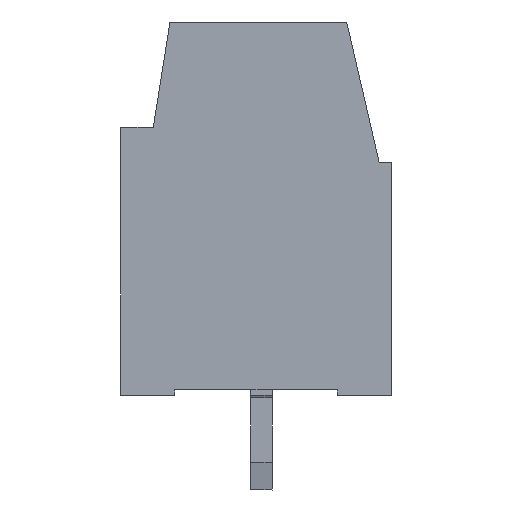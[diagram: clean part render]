
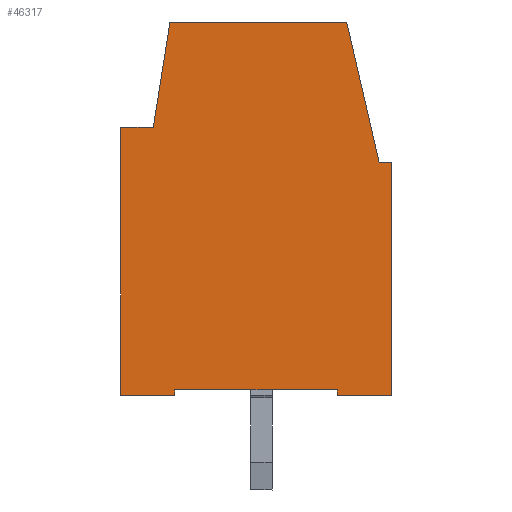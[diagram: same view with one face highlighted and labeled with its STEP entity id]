
A CAD part, left-side view. The second image highlights one B-rep face of the part: STEP entity #46317.
In plain terms, the highlighted planar face has unit normal (-1, 0, 0).
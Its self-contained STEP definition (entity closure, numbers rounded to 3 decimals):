
#46225=AXIS2_PLACEMENT_3D('Plane Axis2P3D',#46222,#46223,#46224) ;
#45833=CARTESIAN_POINT('Vertex',(0.,0.,12.101)) ;
#45836=CARTESIAN_POINT('Line Origine',(0.,0.,7.8)) ;
#45840=CARTESIAN_POINT('Vertex',(0.,0.,3.5)) ;
#46206=CARTESIAN_POINT('Vertex',(0.,0.445,12.1)) ;
#46209=CARTESIAN_POINT('Line Origine',(0.,0.223,12.1)) ;
#46222=CARTESIAN_POINT('Axis2P3D Location',(0.,3.449,14.)) ;
#46227=CARTESIAN_POINT('Line Origine',(0.,1.027,14.623)) ;
#46231=CARTESIAN_POINT('Vertex',(0.,1.609,17.145)) ;
#46234=CARTESIAN_POINT('Line Origine',(0.,1.627,17.223)) ;
#46238=CARTESIAN_POINT('Vertex',(0.,1.645,17.3)) ;
#46241=CARTESIAN_POINT('Line Origine',(0.,4.913,17.3)) ;
#46245=CARTESIAN_POINT('Vertex',(0.,8.181,17.301)) ;
#46248=CARTESIAN_POINT('Line Origine',(0.,8.49,15.351)) ;
#46252=CARTESIAN_POINT('Vertex',(0.,8.799,13.401)) ;
#46255=CARTESIAN_POINT('Line Origine',(0.,9.399,13.401)) ;
#46259=CARTESIAN_POINT('Vertex',(0.,9.999,13.401)) ;
#46262=CARTESIAN_POINT('Line Origine',(0.,10.,8.451)) ;
#46266=CARTESIAN_POINT('Vertex',(0.,10.,3.501)) ;
#46269=CARTESIAN_POINT('Line Origine',(0.,9.,3.501)) ;
#46273=CARTESIAN_POINT('Vertex',(0.,8.,3.501)) ;
#46276=CARTESIAN_POINT('Line Origine',(0.,8.,3.601)) ;
#46280=CARTESIAN_POINT('Vertex',(0.,8.,3.701)) ;
#46283=CARTESIAN_POINT('Line Origine',(0.,5.,3.7)) ;
#46287=CARTESIAN_POINT('Vertex',(0.,2.,3.7)) ;
#46290=CARTESIAN_POINT('Line Origine',(0.,2.,3.6)) ;
#46294=CARTESIAN_POINT('Vertex',(0.,2.,3.5)) ;
#46297=CARTESIAN_POINT('Line Origine',(0.,1.,3.5)) ;
#45837=DIRECTION('Vector Direction',(0.,0.,1.)) ;
#46210=DIRECTION('Vector Direction',(0.,-1.,0.001)) ;
#46223=DIRECTION('Axis2P3D Direction',(1.,0.,0.)) ;
#46224=DIRECTION('Axis2P3D XDirection',(0.,1.,0.)) ;
#46228=DIRECTION('Vector Direction',(0.,0.225,0.974)) ;
#46235=DIRECTION('Vector Direction',(0.,0.225,0.974)) ;
#46242=DIRECTION('Vector Direction',(0.,-1.,0.)) ;
#46249=DIRECTION('Vector Direction',(0.,0.157,-0.988)) ;
#46256=DIRECTION('Vector Direction',(0.,-1.,0.)) ;
#46263=DIRECTION('Vector Direction',(0.,0.,-1.)) ;
#46270=DIRECTION('Vector Direction',(0.,-1.,0.)) ;
#46277=DIRECTION('Vector Direction',(0.,0.,1.)) ;
#46284=DIRECTION('Vector Direction',(0.,-1.,0.)) ;
#46291=DIRECTION('Vector Direction',(0.,0.,-1.)) ;
#46298=DIRECTION('Vector Direction',(0.,-1.,0.)) ;
#45838=VECTOR('Line Direction',#45837,1.) ;
#46211=VECTOR('Line Direction',#46210,1.) ;
#46229=VECTOR('Line Direction',#46228,1.) ;
#46236=VECTOR('Line Direction',#46235,1.) ;
#46243=VECTOR('Line Direction',#46242,1.) ;
#46250=VECTOR('Line Direction',#46249,1.) ;
#46257=VECTOR('Line Direction',#46256,1.) ;
#46264=VECTOR('Line Direction',#46263,1.) ;
#46271=VECTOR('Line Direction',#46270,1.) ;
#46278=VECTOR('Line Direction',#46277,1.) ;
#46285=VECTOR('Line Direction',#46284,1.) ;
#46292=VECTOR('Line Direction',#46291,1.) ;
#46299=VECTOR('Line Direction',#46298,1.) ;
#46303=ORIENTED_EDGE('',*,*,#45842,.T.) ;
#46304=ORIENTED_EDGE('',*,*,#46213,.F.) ;
#46305=ORIENTED_EDGE('',*,*,#46233,.T.) ;
#46306=ORIENTED_EDGE('',*,*,#46240,.T.) ;
#46307=ORIENTED_EDGE('',*,*,#46247,.F.) ;
#46308=ORIENTED_EDGE('',*,*,#46254,.T.) ;
#46309=ORIENTED_EDGE('',*,*,#46261,.F.) ;
#46310=ORIENTED_EDGE('',*,*,#46268,.T.) ;
#46311=ORIENTED_EDGE('',*,*,#46275,.T.) ;
#46312=ORIENTED_EDGE('',*,*,#46282,.T.) ;
#46313=ORIENTED_EDGE('',*,*,#46289,.T.) ;
#46314=ORIENTED_EDGE('',*,*,#46296,.T.) ;
#46315=ORIENTED_EDGE('',*,*,#46301,.T.) ;
#46317=ADVANCED_FACE('COVER',(#46316),#46226,.F.) ;
#45842=EDGE_CURVE('',#45841,#45834,#45839,.T.) ;
#46213=EDGE_CURVE('',#46207,#45834,#46212,.T.) ;
#46233=EDGE_CURVE('',#46207,#46232,#46230,.T.) ;
#46240=EDGE_CURVE('',#46232,#46239,#46237,.T.) ;
#46247=EDGE_CURVE('',#46246,#46239,#46244,.T.) ;
#46254=EDGE_CURVE('',#46246,#46253,#46251,.T.) ;
#46261=EDGE_CURVE('',#46260,#46253,#46258,.T.) ;
#46268=EDGE_CURVE('',#46260,#46267,#46265,.T.) ;
#46275=EDGE_CURVE('',#46267,#46274,#46272,.T.) ;
#46282=EDGE_CURVE('',#46274,#46281,#46279,.T.) ;
#46289=EDGE_CURVE('',#46281,#46288,#46286,.T.) ;
#46296=EDGE_CURVE('',#46288,#46295,#46293,.T.) ;
#46301=EDGE_CURVE('',#46295,#45841,#46300,.T.) ;
#46302=EDGE_LOOP('',(#46303,#46304,#46305,#46306,#46307,#46308,#46309,#46310,#46311,#46312,#46313,#46314,#46315)) ;
#46316=FACE_OUTER_BOUND('',#46302,.T.) ;
#45839=LINE('Line',#45836,#45838) ;
#46212=LINE('Line',#46209,#46211) ;
#46230=LINE('Line',#46227,#46229) ;
#46237=LINE('Line',#46234,#46236) ;
#46244=LINE('Line',#46241,#46243) ;
#46251=LINE('Line',#46248,#46250) ;
#46258=LINE('Line',#46255,#46257) ;
#46265=LINE('Line',#46262,#46264) ;
#46272=LINE('Line',#46269,#46271) ;
#46279=LINE('Line',#46276,#46278) ;
#46286=LINE('Line',#46283,#46285) ;
#46293=LINE('Line',#46290,#46292) ;
#46300=LINE('Line',#46297,#46299) ;
#46226=PLANE('',#46225) ;
#45834=VERTEX_POINT('',#45833) ;
#45841=VERTEX_POINT('',#45840) ;
#46207=VERTEX_POINT('',#46206) ;
#46232=VERTEX_POINT('',#46231) ;
#46239=VERTEX_POINT('',#46238) ;
#46246=VERTEX_POINT('',#46245) ;
#46253=VERTEX_POINT('',#46252) ;
#46260=VERTEX_POINT('',#46259) ;
#46267=VERTEX_POINT('',#46266) ;
#46274=VERTEX_POINT('',#46273) ;
#46281=VERTEX_POINT('',#46280) ;
#46288=VERTEX_POINT('',#46287) ;
#46295=VERTEX_POINT('',#46294) ;
